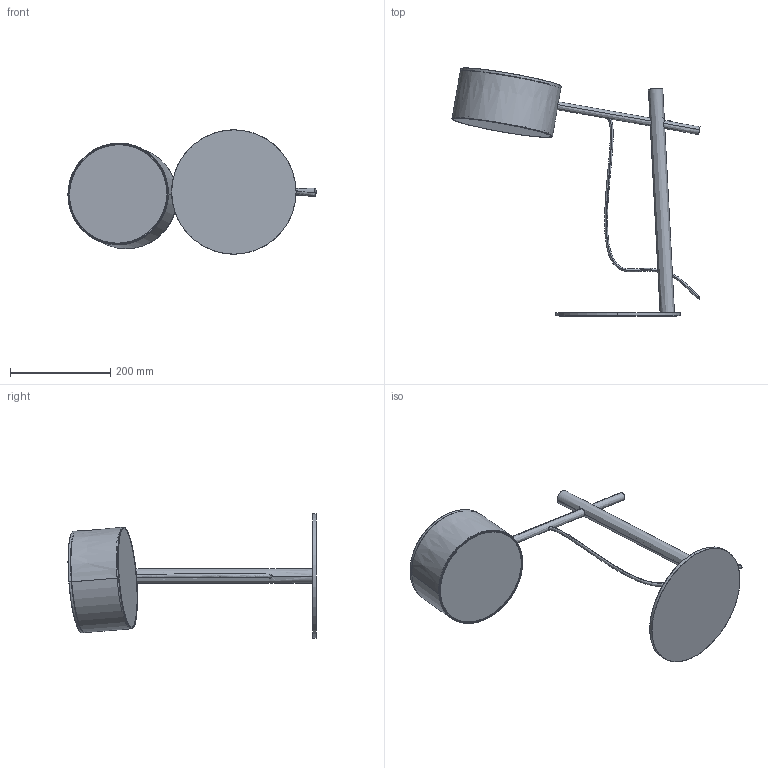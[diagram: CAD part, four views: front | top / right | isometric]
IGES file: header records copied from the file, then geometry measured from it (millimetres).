
Start section: SolidWorks IGES file using analytic representation for surfaces
Global section: file name: EXCD - Excel Desk Lamp.IGS; native system: SolidWorks 2015; preprocessor: SolidWorks 2015; author: Design; date: 190716.135556; units: millimetre
Bounding box: 494.05 x 493.9 x 247.65 mm (x, y, z)
Surface area: 423117.5 mm2 (no closed solid volume)
Topology: 0 solids, 0 shells, 61 faces, 1876 edges, 1874 vertices
Faces by surface type: revolution 33, bspline 28
